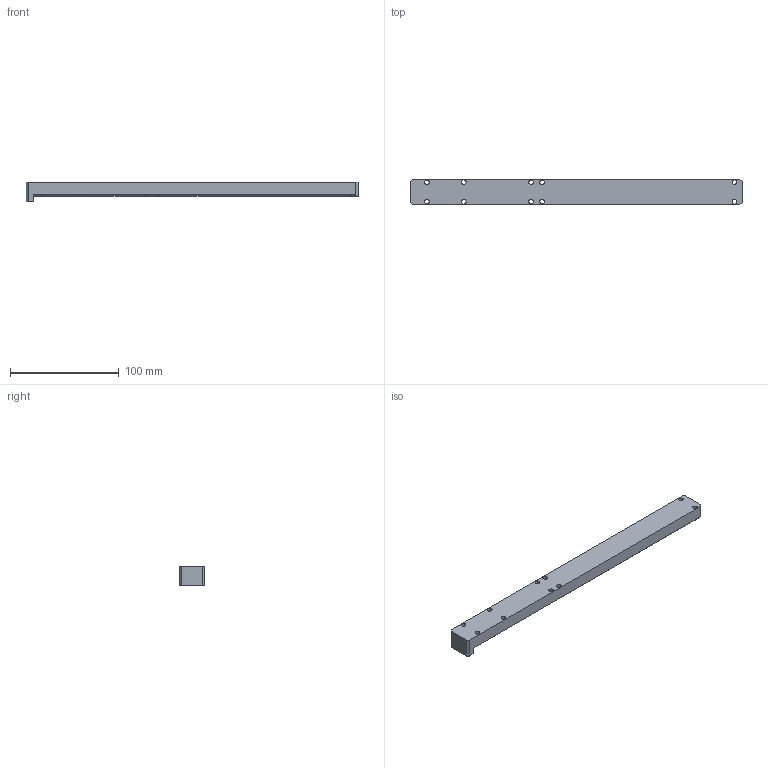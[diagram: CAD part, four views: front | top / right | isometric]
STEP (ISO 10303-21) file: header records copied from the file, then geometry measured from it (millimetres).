
FILE_DESCRIPTION(/* description */ (''),/* implementation_level */ '2;1');
FILE_NAME(/* name */ '7eeefe3f-ce3b-4ff6-b577-bc6b065055c2.stp',/* time_stamp */ '2026-02-27T11:16:12Z',/* author */ (''),/* organization */ (''),/* preprocessor_version */ 'ST-DEVELOPER v20.1',/* originating_system */ 'Autodesk Translation Framework v14.24.0.0',/* authorisation */ '');
FILE_SCHEMA (('AUTOMOTIVE_DESIGN { 1 0 10303 214 3 1 1 }'));
Length unit declared in the file: millimetre
Products named in the file (1): drill_template
Bounding box: 305.5 x 23.7 x 18 mm (x, y, z)
Volume: 92280 mm3; surface area: 24175 mm2
Topology: 1 solids, 1 shells, 24 faces, 96 edges, 64 vertices
Faces by surface type: plane 14, cylinder 10
Full cylindrical faces by diameter (mm): 4.3 x10
Entity records: 1093 total; most frequent: ORIENTED_EDGE 192, DIRECTION 186, CARTESIAN_POINT 185, EDGE_CURVE 96, AXIS2_PLACEMENT_3D 65, VERTEX_POINT 64, LINE 56, VECTOR 56
